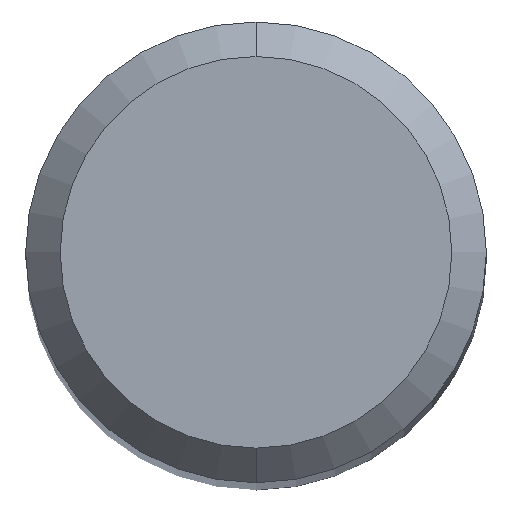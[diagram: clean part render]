
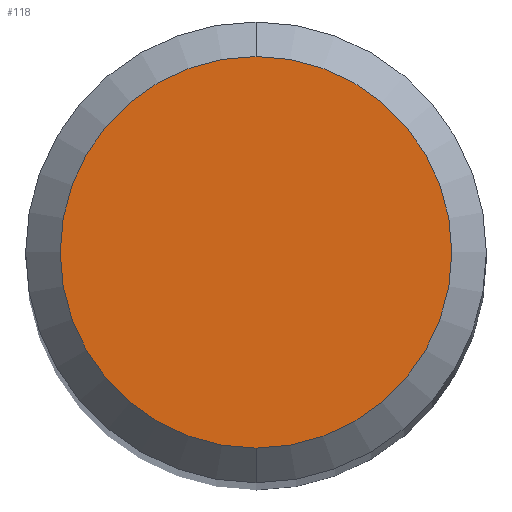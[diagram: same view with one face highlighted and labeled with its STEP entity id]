
A CAD part, top view. The second image highlights one B-rep face of the part: STEP entity #118.
In plain terms, the highlighted planar face has unit normal (0, 0, 1).
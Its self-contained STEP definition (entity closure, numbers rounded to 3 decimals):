
#104=EDGE_CURVE('',#168,#128,#247,.T.);
#118=ADVANCED_FACE('',(#261),#262,.T.);
#128=VERTEX_POINT('',#275);
#168=VERTEX_POINT('',#317);
#170=EDGE_CURVE('',#128,#168,#319,.T.);
#247=CIRCLE('',#401,1.7);
#261=FACE_OUTER_BOUND('',#420,.T.);
#262=PLANE('',#421);
#275=CARTESIAN_POINT('',(0.0,1.7,0.0));
#317=CARTESIAN_POINT('',(0.,-1.7,0.0));
#319=CIRCLE('',#494,1.7);
#401=AXIS2_PLACEMENT_3D('',#577,#578,#579);
#420=EDGE_LOOP('',(#586,#587));
#421=AXIS2_PLACEMENT_3D('',#588,#589,#590);
#494=AXIS2_PLACEMENT_3D('',#649,#650,#651);
#577=CARTESIAN_POINT('',(0.0,0.0,0.0));
#578=DIRECTION('',(0.0,0.0,-1.0));
#579=DIRECTION('',(0.0,1.0,0.0));
#586=ORIENTED_EDGE('',*,*,#170,.F.);
#587=ORIENTED_EDGE('',*,*,#104,.F.);
#588=CARTESIAN_POINT('',(0.0,0.85,0.0));
#589=DIRECTION('',(-0.0,0.0,1.0));
#590=DIRECTION('',(0.0,-1.0,0.0));
#649=CARTESIAN_POINT('',(0.0,0.0,0.0));
#650=DIRECTION('',(0.0,0.0,-1.0));
#651=DIRECTION('',(0.0,1.0,0.0));
